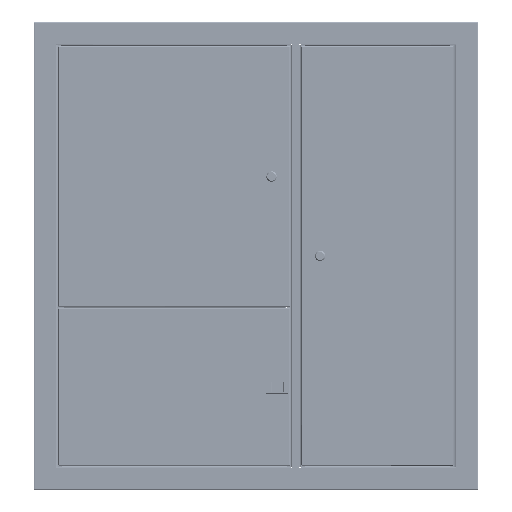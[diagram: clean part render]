
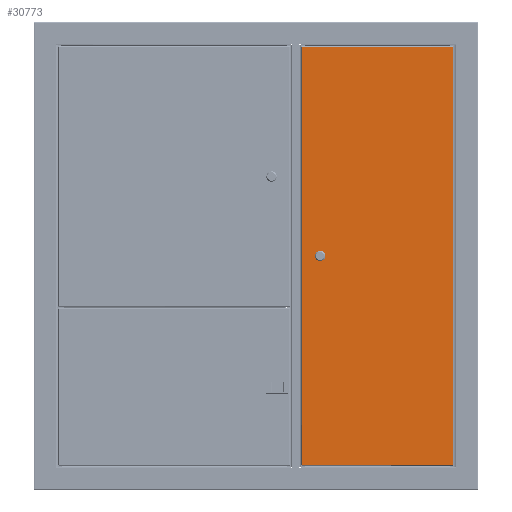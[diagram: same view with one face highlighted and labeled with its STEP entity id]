
A CAD part, top view. The second image highlights one B-rep face of the part: STEP entity #30773.
In plain terms, the highlighted planar face has unit normal (0, 0, 1).
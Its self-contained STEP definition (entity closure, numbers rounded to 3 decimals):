
#504 = VECTOR ( 'NONE', #61803, 1000. ) ;
#948 = VECTOR ( 'NONE', #57431, 1000. ) ;
#2217 = DIRECTION ( 'NONE',  ( 1., 0., 0. ) ) ;
#3667 = DIRECTION ( 'NONE',  ( 0., 0., -1. ) ) ;
#4472 = DIRECTION ( 'NONE',  ( 0., 0., 1. ) ) ;
#5284 = CARTESIAN_POINT ( 'NONE',  ( 448.2, 40., 0. ) ) ;
#5941 = CARTESIAN_POINT ( 'NONE',  ( 448.2, 40., 0. ) ) ;
#6776 = VERTEX_POINT ( 'NONE', #79260 ) ;
#6891 = VERTEX_POINT ( 'NONE', #50226 ) ;
#8620 = CARTESIAN_POINT ( 'NONE',  ( 1.7, 324., 0. ) ) ;
#9192 = EDGE_CURVE ( 'NONE', #6891, #41137, #21877, .T. ) ;
#9195 = ORIENTED_EDGE ( 'NONE', *, *, #9403, .T. ) ;
#9403 = EDGE_CURVE ( 'NONE', #79411, #52714, #36503, .T. ) ;
#9985 = CARTESIAN_POINT ( 'NONE',  ( 1.7, 1.7, 0. ) ) ;
#10441 = AXIS2_PLACEMENT_3D ( 'NONE', #5941, #48787, #36549 ) ;
#11043 = CARTESIAN_POINT ( 'NONE',  ( 444.551, 31.5, 0. ) ) ;
#11161 = VECTOR ( 'NONE', #47498, 1000. ) ;
#12116 = EDGE_CURVE ( 'NONE', #34781, #57646, #78035, .T. ) ;
#14674 = FACE_OUTER_BOUND ( 'NONE', #40597, .T. ) ;
#16579 = VECTOR ( 'NONE', #20680, 1000. ) ;
#16783 = CARTESIAN_POINT ( 'NONE',  ( 1.7, 324.293, 0. ) ) ;
#17539 = EDGE_CURVE ( 'NONE', #57646, #79411, #22607, .T. ) ;
#19127 = ORIENTED_EDGE ( 'NONE', *, *, #17539, .T. ) ;
#19882 = EDGE_CURVE ( 'NONE', #35897, #6891, #51682, .T. ) ;
#20680 = DIRECTION ( 'NONE',  ( 1., 0., 0. ) ) ;
#20972 = CARTESIAN_POINT ( 'NONE',  ( 448.2, 40., 0. ) ) ;
#21104 = ORIENTED_EDGE ( 'NONE', *, *, #52871, .T. ) ;
#21409 = EDGE_CURVE ( 'NONE', #44486, #6776, #75759, .T. ) ;
#21877 = CIRCLE ( 'NONE', #77931, 9.25 ) ;
#22109 = DIRECTION ( 'NONE',  ( 0., -1., 0. ) ) ;
#22412 = PLANE ( 'NONE',  #39191 ) ;
#22607 = LINE ( 'NONE', #9985, #11161 ) ;
#23990 = DIRECTION ( 'NONE',  ( -1., 0., 0. ) ) ;
#24265 = CARTESIAN_POINT ( 'NONE',  ( 894.7, 0., 0. ) ) ;
#26399 = CARTESIAN_POINT ( 'NONE',  ( 451.849, 48.5, 0. ) ) ;
#26795 = CARTESIAN_POINT ( 'NONE',  ( 451.849, 31.5, 0. ) ) ;
#28159 = DIRECTION ( 'NONE',  ( -1., 0., 0. ) ) ;
#30562 = ORIENTED_EDGE ( 'NONE', *, *, #9192, .F. ) ;
#30773 = ADVANCED_FACE ( 'NONE', ( #34669, #14674 ), #22412, .F. ) ;
#34669 = FACE_BOUND ( 'NONE', #79513, .T. ) ;
#34781 = VERTEX_POINT ( 'NONE', #8620 ) ;
#35080 = CARTESIAN_POINT ( 'NONE',  ( 0., 325.7, 0. ) ) ;
#35897 = VERTEX_POINT ( 'NONE', #11043 ) ;
#36503 = LINE ( 'NONE', #24265, #504 ) ;
#36549 = DIRECTION ( 'NONE',  ( 1., 0., 0. ) ) ;
#39191 = AXIS2_PLACEMENT_3D ( 'NONE', #35080, #3667, #28159 ) ;
#40597 = EDGE_LOOP ( 'NONE', ( #19127, #9195, #21104, #69570 ) ) ;
#40860 = CARTESIAN_POINT ( 'NONE',  ( 894.7, 1.7, 0. ) ) ;
#41137 = VERTEX_POINT ( 'NONE', #65356 ) ;
#43343 = CARTESIAN_POINT ( 'NONE',  ( 1.7, 1.7, 0. ) ) ;
#44486 = VERTEX_POINT ( 'NONE', #55186 ) ;
#44828 = ORIENTED_EDGE ( 'NONE', *, *, #19882, .F. ) ;
#47259 = CIRCLE ( 'NONE', #55096, 9.25 ) ;
#47498 = DIRECTION ( 'NONE',  ( 1., 0., 0. ) ) ;
#47739 = DIRECTION ( 'NONE',  ( 1., 0., 0. ) ) ;
#48324 = ORIENTED_EDGE ( 'NONE', *, *, #53526, .F. ) ;
#48787 = DIRECTION ( 'NONE',  ( 0., 0., 1. ) ) ;
#49974 = ORIENTED_EDGE ( 'NONE', *, *, #69124, .F. ) ;
#50226 = CARTESIAN_POINT ( 'NONE',  ( 451.849, 31.5, 0. ) ) ;
#51682 = LINE ( 'NONE', #26795, #16579 ) ;
#52714 = VERTEX_POINT ( 'NONE', #57595 ) ;
#52871 = EDGE_CURVE ( 'NONE', #52714, #34781, #79882, .T. ) ;
#53526 = EDGE_CURVE ( 'NONE', #41137, #44486, #47259, .T. ) ;
#53748 = VECTOR ( 'NONE', #23990, 1000. ) ;
#55096 = AXIS2_PLACEMENT_3D ( 'NONE', #20972, #69542, #2217 ) ;
#55186 = CARTESIAN_POINT ( 'NONE',  ( 451.849, 48.5, 0. ) ) ;
#57431 = DIRECTION ( 'NONE',  ( -1., 0., 0. ) ) ;
#57595 = CARTESIAN_POINT ( 'NONE',  ( 894.7, 324., 0. ) ) ;
#57646 = VERTEX_POINT ( 'NONE', #43343 ) ;
#59267 = ORIENTED_EDGE ( 'NONE', *, *, #21409, .F. ) ;
#61803 = DIRECTION ( 'NONE',  ( 0., 1., 0. ) ) ;
#62150 = VECTOR ( 'NONE', #22109, 1000. ) ;
#65356 = CARTESIAN_POINT ( 'NONE',  ( 457.45, 40., 0. ) ) ;
#67256 = CARTESIAN_POINT ( 'NONE',  ( 894.993, 324., 0. ) ) ;
#67774 = CIRCLE ( 'NONE', #10441, 9.25 ) ;
#69124 = EDGE_CURVE ( 'NONE', #6776, #35897, #67774, .T. ) ;
#69542 = DIRECTION ( 'NONE',  ( 0., 0., 1. ) ) ;
#69570 = ORIENTED_EDGE ( 'NONE', *, *, #12116, .T. ) ;
#75759 = LINE ( 'NONE', #26399, #948 ) ;
#77931 = AXIS2_PLACEMENT_3D ( 'NONE', #5284, #4472, #47739 ) ;
#78035 = LINE ( 'NONE', #16783, #62150 ) ;
#79260 = CARTESIAN_POINT ( 'NONE',  ( 444.551, 48.5, 0. ) ) ;
#79411 = VERTEX_POINT ( 'NONE', #40860 ) ;
#79513 = EDGE_LOOP ( 'NONE', ( #59267, #48324, #30562, #44828, #49974 ) ) ;
#79882 = LINE ( 'NONE', #67256, #53748 ) ;
